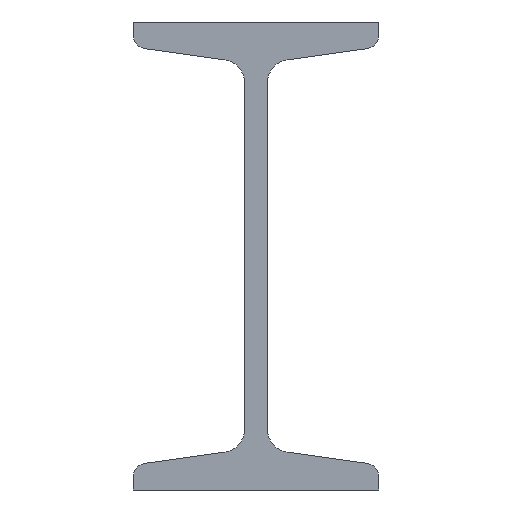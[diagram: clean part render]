
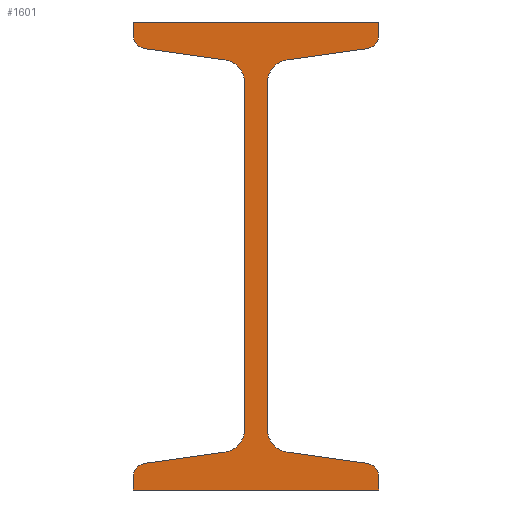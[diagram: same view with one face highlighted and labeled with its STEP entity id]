
A CAD part, front view. The second image highlights one B-rep face of the part: STEP entity #1601.
In plain terms, the highlighted planar face has unit normal (0, -1, 0).
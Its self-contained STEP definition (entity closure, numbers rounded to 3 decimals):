
#2=DIRECTION('',(0.,0.,1.));
#3=VECTOR('',#2,2.267);
#4=CARTESIAN_POINT('',(-21.,0.,-40.));
#5=LINE('',#4,#3);
#6=CARTESIAN_POINT('',(-18.7,0.,-37.733));
#7=DIRECTION('',(0.,1.,0.));
#8=DIRECTION('',(-1.,0.,0.));
#9=AXIS2_PLACEMENT_3D('',#6,#7,#8);
#11=DIRECTION('',(0.99,0.,0.139));
#12=VECTOR('',#11,13.848);
#13=CARTESIAN_POINT('',(-19.02,0.,-35.455));
#14=LINE('',#13,#12);
#15=CARTESIAN_POINT('',(-5.85,0.,-29.666));
#16=DIRECTION('',(0.,-1.,0.));
#17=DIRECTION('',(0.139,0.,-0.99));
#18=AXIS2_PLACEMENT_3D('',#15,#16,#17);
#20=DIRECTION('',(0.,0.,1.));
#21=VECTOR('',#20,59.332);
#22=CARTESIAN_POINT('',(-1.95,0.,-29.666));
#23=LINE('',#22,#21);
#24=CARTESIAN_POINT('',(-5.85,0.,29.666));
#25=DIRECTION('',(0.,-1.,0.));
#26=DIRECTION('',(1.,0.,0.));
#27=AXIS2_PLACEMENT_3D('',#24,#25,#26);
#29=DIRECTION('',(-0.99,0.,0.139));
#30=VECTOR('',#29,13.848);
#31=CARTESIAN_POINT('',(-5.307,0.,33.528));
#32=LINE('',#31,#30);
#33=CARTESIAN_POINT('',(-18.7,0.,37.733));
#34=DIRECTION('',(0.,1.,0.));
#35=DIRECTION('',(-0.139,0.,-0.99));
#36=AXIS2_PLACEMENT_3D('',#33,#34,#35);
#38=DIRECTION('',(0.,0.,1.));
#39=VECTOR('',#38,2.267);
#40=CARTESIAN_POINT('',(-21.,0.,37.733));
#41=LINE('',#40,#39);
#42=DIRECTION('',(1.,0.,0.));
#43=VECTOR('',#42,42.);
#44=CARTESIAN_POINT('',(-21.,0.,40.));
#45=LINE('',#44,#43);
#46=DIRECTION('',(0.,0.,-1.));
#47=VECTOR('',#46,2.267);
#48=CARTESIAN_POINT('',(21.,0.,40.));
#49=LINE('',#48,#47);
#50=CARTESIAN_POINT('',(18.7,0.,37.733));
#51=DIRECTION('',(0.,1.,0.));
#52=DIRECTION('',(1.,0.,0.));
#53=AXIS2_PLACEMENT_3D('',#50,#51,#52);
#55=DIRECTION('',(-0.99,0.,-0.139));
#56=VECTOR('',#55,13.848);
#57=CARTESIAN_POINT('',(19.02,0.,35.455));
#58=LINE('',#57,#56);
#59=CARTESIAN_POINT('',(5.85,0.,29.666));
#60=DIRECTION('',(0.,-1.,0.));
#61=DIRECTION('',(-0.139,0.,0.99));
#62=AXIS2_PLACEMENT_3D('',#59,#60,#61);
#64=DIRECTION('',(0.,0.,-1.));
#65=VECTOR('',#64,59.332);
#66=CARTESIAN_POINT('',(1.95,0.,29.666));
#67=LINE('',#66,#65);
#68=CARTESIAN_POINT('',(5.85,0.,-29.666));
#69=DIRECTION('',(0.,-1.,0.));
#70=DIRECTION('',(-1.,0.,0.));
#71=AXIS2_PLACEMENT_3D('',#68,#69,#70);
#73=DIRECTION('',(0.99,0.,-0.139));
#74=VECTOR('',#73,13.848);
#75=CARTESIAN_POINT('',(5.307,0.,-33.528));
#76=LINE('',#75,#74);
#77=CARTESIAN_POINT('',(18.7,0.,-37.733));
#78=DIRECTION('',(0.,1.,0.));
#79=DIRECTION('',(0.139,0.,0.99));
#80=AXIS2_PLACEMENT_3D('',#77,#78,#79);
#82=DIRECTION('',(0.,0.,-1.));
#83=VECTOR('',#82,2.267);
#84=CARTESIAN_POINT('',(21.,0.,-37.733));
#85=LINE('',#84,#83);
#86=DIRECTION('',(-1.,0.,0.));
#87=VECTOR('',#86,42.);
#88=CARTESIAN_POINT('',(21.,0.,-40.));
#89=LINE('',#88,#87);
#1170=CARTESIAN_POINT('',(-21.,0.,-40.));
#1171=CARTESIAN_POINT('',(-21.,0.,-37.733));
#1172=VERTEX_POINT('',#1170);
#1173=VERTEX_POINT('',#1171);
#1174=CARTESIAN_POINT('',(-19.02,0.,-35.455));
#1175=VERTEX_POINT('',#1174);
#1176=CARTESIAN_POINT('',(-5.307,0.,-33.528));
#1177=VERTEX_POINT('',#1176);
#1178=CARTESIAN_POINT('',(-1.95,0.,-29.666));
#1179=VERTEX_POINT('',#1178);
#1180=CARTESIAN_POINT('',(-1.95,0.,29.666));
#1181=VERTEX_POINT('',#1180);
#1182=CARTESIAN_POINT('',(-5.307,0.,33.528));
#1183=VERTEX_POINT('',#1182);
#1184=CARTESIAN_POINT('',(-19.02,0.,35.455));
#1185=VERTEX_POINT('',#1184);
#1186=CARTESIAN_POINT('',(-21.,0.,37.733));
#1187=VERTEX_POINT('',#1186);
#1188=CARTESIAN_POINT('',(-21.,0.,40.));
#1189=VERTEX_POINT('',#1188);
#1190=CARTESIAN_POINT('',(21.,0.,40.));
#1191=VERTEX_POINT('',#1190);
#1192=CARTESIAN_POINT('',(21.,0.,37.733));
#1193=VERTEX_POINT('',#1192);
#1194=CARTESIAN_POINT('',(19.02,0.,35.455));
#1195=VERTEX_POINT('',#1194);
#1196=CARTESIAN_POINT('',(5.307,0.,33.528));
#1197=VERTEX_POINT('',#1196);
#1198=CARTESIAN_POINT('',(1.95,0.,29.666));
#1199=VERTEX_POINT('',#1198);
#1200=CARTESIAN_POINT('',(1.95,0.,-29.666));
#1201=VERTEX_POINT('',#1200);
#1202=CARTESIAN_POINT('',(5.307,0.,-33.528));
#1203=VERTEX_POINT('',#1202);
#1204=CARTESIAN_POINT('',(19.02,0.,-35.455));
#1205=VERTEX_POINT('',#1204);
#1206=CARTESIAN_POINT('',(21.,0.,-37.733));
#1207=VERTEX_POINT('',#1206);
#1208=CARTESIAN_POINT('',(21.,0.,-40.));
#1209=VERTEX_POINT('',#1208);
#1554=CARTESIAN_POINT('',(0.,0.,0.));
#1555=DIRECTION('',(0.,1.,0.));
#1556=DIRECTION('',(1.,0.,0.));
#1557=AXIS2_PLACEMENT_3D('',#1554,#1555,#1556);
#1558=PLANE('',#1557);
#1560=ORIENTED_EDGE('',*,*,#1559,.T.);
#1562=ORIENTED_EDGE('',*,*,#1561,.T.);
#1564=ORIENTED_EDGE('',*,*,#1563,.T.);
#1566=ORIENTED_EDGE('',*,*,#1565,.T.);
#1568=ORIENTED_EDGE('',*,*,#1567,.T.);
#1570=ORIENTED_EDGE('',*,*,#1569,.T.);
#1572=ORIENTED_EDGE('',*,*,#1571,.T.);
#1574=ORIENTED_EDGE('',*,*,#1573,.T.);
#1576=ORIENTED_EDGE('',*,*,#1575,.T.);
#1578=ORIENTED_EDGE('',*,*,#1577,.T.);
#1580=ORIENTED_EDGE('',*,*,#1579,.T.);
#1582=ORIENTED_EDGE('',*,*,#1581,.T.);
#1584=ORIENTED_EDGE('',*,*,#1583,.T.);
#1586=ORIENTED_EDGE('',*,*,#1585,.T.);
#1588=ORIENTED_EDGE('',*,*,#1587,.T.);
#1590=ORIENTED_EDGE('',*,*,#1589,.T.);
#1592=ORIENTED_EDGE('',*,*,#1591,.T.);
#1594=ORIENTED_EDGE('',*,*,#1593,.T.);
#1596=ORIENTED_EDGE('',*,*,#1595,.T.);
#1598=ORIENTED_EDGE('',*,*,#1597,.T.);
#1599=EDGE_LOOP('',(#1560,#1562,#1564,#1566,#1568,#1570,#1572,#1574,#1576,#1578,
#1580,#1582,#1584,#1586,#1588,#1590,#1592,#1594,#1596,#1598));
#1600=FACE_OUTER_BOUND('',#1599,.F.);
#1601=ADVANCED_FACE('',(#1600),#1558,.F.);
#10=CIRCLE('',#9,2.3);
#19=CIRCLE('',#18,3.9);
#28=CIRCLE('',#27,3.9);
#37=CIRCLE('',#36,2.3);
#54=CIRCLE('',#53,2.3);
#63=CIRCLE('',#62,3.9);
#72=CIRCLE('',#71,3.9);
#81=CIRCLE('',#80,2.3);
#1559=EDGE_CURVE('',#1172,#1173,#5,.T.);
#1561=EDGE_CURVE('',#1173,#1175,#10,.T.);
#1563=EDGE_CURVE('',#1175,#1177,#14,.T.);
#1565=EDGE_CURVE('',#1177,#1179,#19,.T.);
#1567=EDGE_CURVE('',#1179,#1181,#23,.T.);
#1569=EDGE_CURVE('',#1181,#1183,#28,.T.);
#1571=EDGE_CURVE('',#1183,#1185,#32,.T.);
#1573=EDGE_CURVE('',#1185,#1187,#37,.T.);
#1575=EDGE_CURVE('',#1187,#1189,#41,.T.);
#1577=EDGE_CURVE('',#1189,#1191,#45,.T.);
#1579=EDGE_CURVE('',#1191,#1193,#49,.T.);
#1581=EDGE_CURVE('',#1193,#1195,#54,.T.);
#1583=EDGE_CURVE('',#1195,#1197,#58,.T.);
#1585=EDGE_CURVE('',#1197,#1199,#63,.T.);
#1587=EDGE_CURVE('',#1199,#1201,#67,.T.);
#1589=EDGE_CURVE('',#1201,#1203,#72,.T.);
#1591=EDGE_CURVE('',#1203,#1205,#76,.T.);
#1593=EDGE_CURVE('',#1205,#1207,#81,.T.);
#1595=EDGE_CURVE('',#1207,#1209,#85,.T.);
#1597=EDGE_CURVE('',#1209,#1172,#89,.T.);
